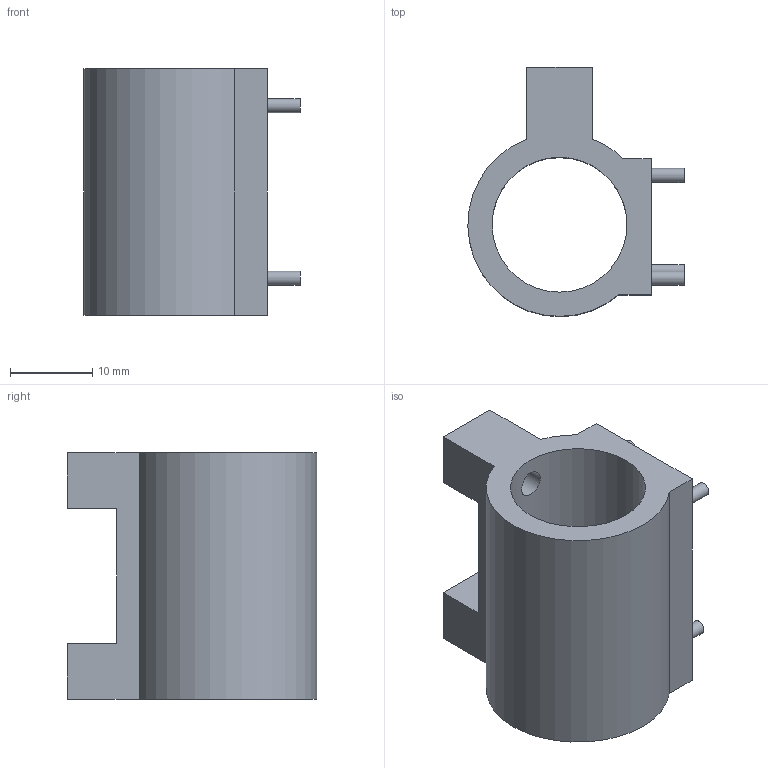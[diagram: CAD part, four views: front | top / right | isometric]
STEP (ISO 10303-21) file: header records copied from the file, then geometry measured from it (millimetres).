
FILE_DESCRIPTION(/* description */ (''),/* implementation_level */ '2;1');
FILE_NAME(/* name */ 'camera_mount.stp',/* time_stamp */ '2023-06-26T20:27:25-04:00',/* author */ ('johnn'),/* organization */ (''),/* preprocessor_version */ 'ST-DEVELOPER v19',/* originating_system */ 'Autodesk Inventor 2023',/* authorisation */ '');
FILE_SCHEMA (('AUTOMOTIVE_DESIGN { 1 0 10303 214 3 1 1 }'));
Length unit declared in the file: millimetre
Products named in the file (1): camera_mount
Bounding box: 26.3 x 30.3 x 30 mm (x, y, z)
Volume: 6984.2 mm3; surface area: 5017.5 mm2
Topology: 1 solids, 1 shells, 27 faces, 65 edges, 44 vertices
Faces by surface type: plane 16, cylinder 9, torus 2
Full cylindrical faces by diameter (mm): 1.7 x4, 3.2 x2, 16.4 x1
Entity records: 912 total; most frequent: CARTESIAN_POINT 205, DIRECTION 139, ORIENTED_EDGE 130, EDGE_CURVE 65, AXIS2_PLACEMENT_3D 50, VERTEX_POINT 44, LINE 39, VECTOR 39
